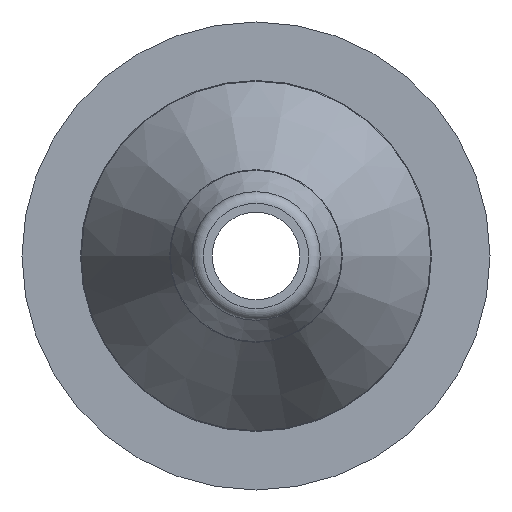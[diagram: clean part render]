
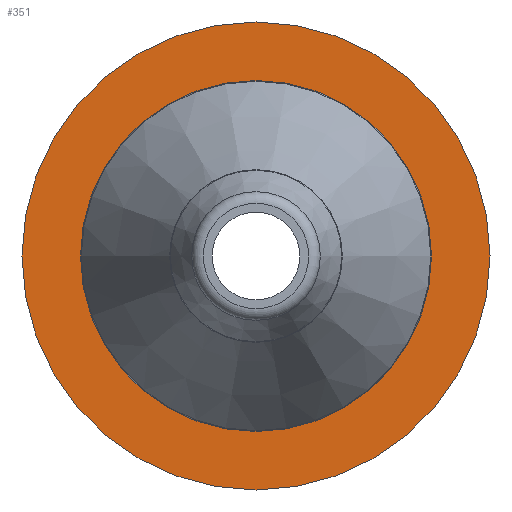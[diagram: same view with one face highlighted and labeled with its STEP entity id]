
A CAD part, front view. The second image highlights one B-rep face of the part: STEP entity #351.
In plain terms, the highlighted planar face has unit normal (0, -1, 0).
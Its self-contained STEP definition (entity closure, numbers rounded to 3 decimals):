
#35=PLANE('',#399);
#44=ORIENTED_EDGE('',*,*,#110,.T.);
#45=ORIENTED_EDGE('',*,*,#108,.F.);
#108=EDGE_CURVE('',#141,#141,#174,.T.);
#110=EDGE_CURVE('',#143,#143,#176,.T.);
#141=VERTEX_POINT('',#599);
#143=VERTEX_POINT('',#604);
#174=CIRCLE('',#397,4.);
#176=CIRCLE('',#400,2.75);
#209=EDGE_LOOP('',(#44));
#210=EDGE_LOOP('',(#45));
#275=FACE_BOUND('',#209,.T.);
#276=FACE_BOUND('',#210,.T.);
#351=ADVANCED_FACE('',(#275,#276),#35,.T.);
#397=AXIS2_PLACEMENT_3D('',#598,#466,#467);
#399=AXIS2_PLACEMENT_3D('',#602,#470,#471);
#400=AXIS2_PLACEMENT_3D('',#603,#472,#473);
#466=DIRECTION('',(0.,1.,0.));
#467=DIRECTION('',(-1.,0.,0.));
#470=DIRECTION('',(0.,-1.,0.));
#471=DIRECTION('',(1.,0.,0.));
#472=DIRECTION('',(0.,1.,0.));
#473=DIRECTION('',(-1.,0.,0.));
#598=CARTESIAN_POINT('',(0.,12.1,0.));
#599=CARTESIAN_POINT('',(-4.,12.1,0.));
#602=CARTESIAN_POINT('',(-4.,12.1,0.));
#603=CARTESIAN_POINT('',(0.,12.1,0.));
#604=CARTESIAN_POINT('',(-2.75,12.1,0.));
